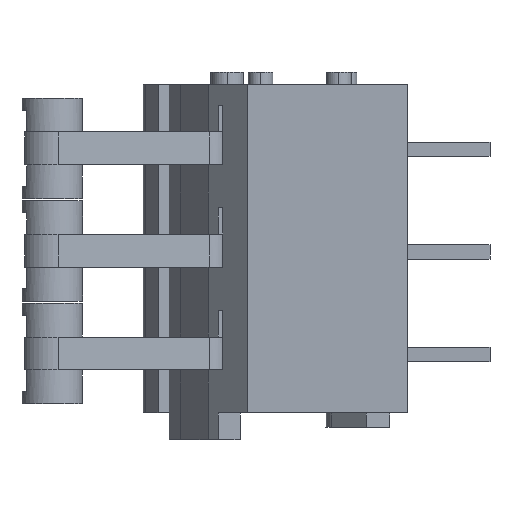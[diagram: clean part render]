
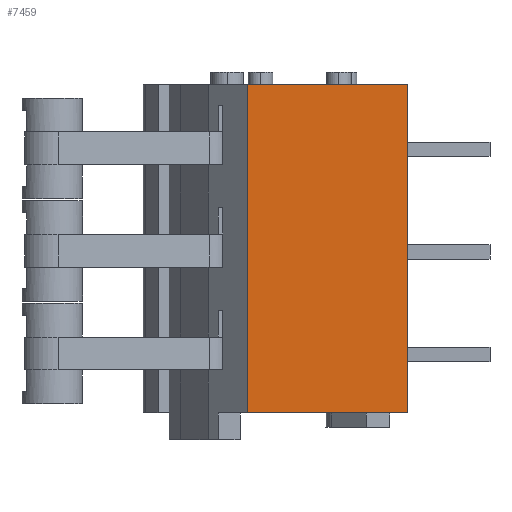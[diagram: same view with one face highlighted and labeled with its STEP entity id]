
A CAD part, left-side view. The second image highlights one B-rep face of the part: STEP entity #7459.
In plain terms, the highlighted planar face has unit normal (-1, 0, 0).
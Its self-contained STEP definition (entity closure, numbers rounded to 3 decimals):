
#171 = CARTESIAN_POINT ( 'NONE',  ( -5., 0., 0. ) ) ;
#216 = DIRECTION ( 'NONE',  ( -1., 0., 0. ) ) ;
#266 = CARTESIAN_POINT ( 'NONE',  ( -5., 0., 0. ) ) ;
#386 = VERTEX_POINT ( 'NONE', #840 ) ;
#546 = EDGE_CURVE ( 'NONE', #7870, #1527, #7226, .T. ) ;
#783 = EDGE_LOOP ( 'NONE', ( #3678, #9517, #6927, #3341 ) ) ;
#840 = CARTESIAN_POINT ( 'NONE',  ( -5., 0., 16. ) ) ;
#997 = AXIS2_PLACEMENT_3D ( 'NONE', #266, #216, #3373 ) ;
#1527 = VERTEX_POINT ( 'NONE', #171 ) ;
#1608 = VECTOR ( 'NONE', #7903, 1000. ) ;
#2017 = CARTESIAN_POINT ( 'NONE',  ( -5., 7.814, 0. ) ) ;
#2595 = FACE_OUTER_BOUND ( 'NONE', #783, .T. ) ;
#2631 = LINE ( 'NONE', #5611, #3349 ) ;
#3341 = ORIENTED_EDGE ( 'NONE', *, *, #8594, .T. ) ;
#3349 = VECTOR ( 'NONE', #8553, 1000. ) ;
#3373 = DIRECTION ( 'NONE',  ( 0., 0., 1. ) ) ;
#3511 = CARTESIAN_POINT ( 'NONE',  ( -5., 7.814, 16. ) ) ;
#3678 = ORIENTED_EDGE ( 'NONE', *, *, #6002, .T. ) ;
#4120 = PLANE ( 'NONE',  #997 ) ;
#4178 = EDGE_CURVE ( 'NONE', #386, #1527, #7699, .T. ) ;
#4480 = LINE ( 'NONE', #8113, #8667 ) ;
#5295 = DIRECTION ( 'NONE',  ( 0., -1., 0. ) ) ;
#5365 = VERTEX_POINT ( 'NONE', #3511 ) ;
#5611 = CARTESIAN_POINT ( 'NONE',  ( -5., 7.814, 0. ) ) ;
#5797 = CARTESIAN_POINT ( 'NONE',  ( -5., 0., 0. ) ) ;
#6002 = EDGE_CURVE ( 'NONE', #5365, #7870, #2631, .T. ) ;
#6258 = CARTESIAN_POINT ( 'NONE',  ( -5., 0., 0. ) ) ;
#6926 = VECTOR ( 'NONE', #5295, 1000. ) ;
#6927 = ORIENTED_EDGE ( 'NONE', *, *, #4178, .F. ) ;
#7226 = LINE ( 'NONE', #5797, #6926 ) ;
#7459 = ADVANCED_FACE ( 'NONE', ( #2595 ), #4120, .T. ) ;
#7699 = LINE ( 'NONE', #6258, #1608 ) ;
#7870 = VERTEX_POINT ( 'NONE', #2017 ) ;
#7903 = DIRECTION ( 'NONE',  ( 0., 0., -1. ) ) ;
#8113 = CARTESIAN_POINT ( 'NONE',  ( -5., 0., 16. ) ) ;
#8553 = DIRECTION ( 'NONE',  ( 0., 0., -1. ) ) ;
#8594 = EDGE_CURVE ( 'NONE', #386, #5365, #4480, .T. ) ;
#8667 = VECTOR ( 'NONE', #8977, 1000. ) ;
#8977 = DIRECTION ( 'NONE',  ( 0., 1., 0. ) ) ;
#9517 = ORIENTED_EDGE ( 'NONE', *, *, #546, .T. ) ;
